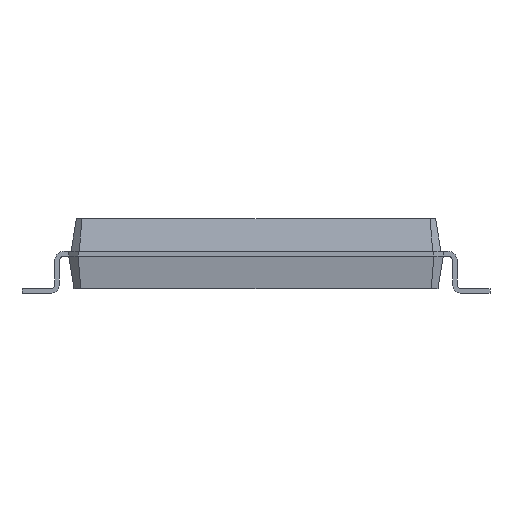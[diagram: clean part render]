
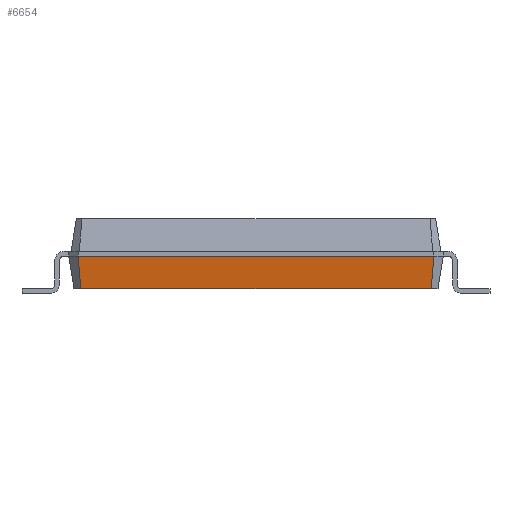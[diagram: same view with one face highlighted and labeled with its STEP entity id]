
A CAD part, front view. The second image highlights one B-rep face of the part: STEP entity #6654.
In plain terms, the highlighted free-form (B-spline) face has degree [1, 1] with [2, 2] control points.
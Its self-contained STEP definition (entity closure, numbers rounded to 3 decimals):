
#772 = PLANE('',#773);
#773 = AXIS2_PLACEMENT_3D('',#774,#775,#776);
#774 = CARTESIAN_POINT('',(-3.745,4.739,0.1));
#775 = DIRECTION('',(0.,0.,1.));
#776 = DIRECTION('',(0.62,-0.785,0.));
#799 = B_SPLINE_SURFACE_WITH_KNOTS('',1,1,(
(#800,#801)
,(#802,#803
)),.UNSPECIFIED.,.F.,.F.,.F.,(2,2),(2,2),(0.,0.283),(0.,1.)
,.PIECEWISE_BEZIER_KNOTS.);
#800 = CARTESIAN_POINT('',(3.889,-4.595,0.1));
#801 = CARTESIAN_POINT('',(4.,-4.65,0.8));
#802 = CARTESIAN_POINT('',(3.745,-4.739,0.1));
#803 = CARTESIAN_POINT('',(3.8,-4.85,0.8));
#2295 = VERTEX_POINT('',#2296);
#2296 = CARTESIAN_POINT('',(3.745,-4.739,0.1));
#2316 = EDGE_CURVE('',#2295,#2317,#2319,.T.);
#2317 = VERTEX_POINT('',#2318);
#2318 = CARTESIAN_POINT('',(-3.745,-4.739,0.1));
#2319 = SURFACE_CURVE('',#2320,(#2324,#2331),.PCURVE_S1.);
#2320 = LINE('',#2321,#2322);
#2321 = CARTESIAN_POINT('',(3.745,-4.739,0.1));
#2322 = VECTOR('',#2323,1.);
#2323 = DIRECTION('',(-1.,0.,0.));
#2324 = PCURVE('',#772,#2325);
#2325 = DEFINITIONAL_REPRESENTATION('',(#2326),#2330);
#2326 = LINE('',#2327,#2328);
#2327 = CARTESIAN_POINT('',(12.08,0.));
#2328 = VECTOR('',#2329,1.);
#2329 = DIRECTION('',(-0.62,-0.785));
#2330 = ( GEOMETRIC_REPRESENTATION_CONTEXT(2)
PARAMETRIC_REPRESENTATION_CONTEXT() REPRESENTATION_CONTEXT('2D SPACE',''
) );
#2331 = PCURVE('',#2332,#2337);
#2332 = B_SPLINE_SURFACE_WITH_KNOTS('',1,1,(
(#2333,#2334)
,(#2335,#2336
)),.UNSPECIFIED.,.F.,.F.,.F.,(2,2),(2,2),(0.,7.6),(0.,1.),
.PIECEWISE_BEZIER_KNOTS.);
#2333 = CARTESIAN_POINT('',(3.745,-4.739,0.1));
#2334 = CARTESIAN_POINT('',(3.8,-4.85,0.8));
#2335 = CARTESIAN_POINT('',(-3.745,-4.739,0.1));
#2336 = CARTESIAN_POINT('',(-3.8,-4.85,0.8));
#2337 = DEFINITIONAL_REPRESENTATION('',(#2338),#2341);
#2338 = B_SPLINE_CURVE_WITH_KNOTS('',1,(#2339,#2340),.UNSPECIFIED.,.F.,
.F.,(2,2),(0.,7.489),.PIECEWISE_BEZIER_KNOTS.);
#2339 = CARTESIAN_POINT('',(0.,0.));
#2340 = CARTESIAN_POINT('',(7.6,0.));
#2341 = ( GEOMETRIC_REPRESENTATION_CONTEXT(2)
PARAMETRIC_REPRESENTATION_CONTEXT() REPRESENTATION_CONTEXT('2D SPACE',''
) );
#2359 = B_SPLINE_SURFACE_WITH_KNOTS('',1,1,(
(#2360,#2361)
,(#2362,#2363
)),.UNSPECIFIED.,.F.,.F.,.F.,(2,2),(2,2),(0.,0.283),(0.,1.)
,.PIECEWISE_BEZIER_KNOTS.);
#2360 = CARTESIAN_POINT('',(-3.745,-4.739,0.1));
#2361 = CARTESIAN_POINT('',(-3.8,-4.85,0.8));
#2362 = CARTESIAN_POINT('',(-3.889,-4.595,0.1));
#2363 = CARTESIAN_POINT('',(-4.,-4.65,0.8));
#2426 = EDGE_CURVE('',#2295,#2427,#2429,.T.);
#2427 = VERTEX_POINT('',#2428);
#2428 = CARTESIAN_POINT('',(3.8,-4.85,0.8));
#2429 = SURFACE_CURVE('',#2430,(#2433,#2440),.PCURVE_S1.);
#2430 = B_SPLINE_CURVE_WITH_KNOTS('',1,(#2431,#2432),.UNSPECIFIED.,.F.,
.F.,(2,2),(0.,1.),.PIECEWISE_BEZIER_KNOTS.);
#2431 = CARTESIAN_POINT('',(3.745,-4.739,0.1));
#2432 = CARTESIAN_POINT('',(3.8,-4.85,0.8));
#2433 = PCURVE('',#799,#2434);
#2434 = DEFINITIONAL_REPRESENTATION('',(#2435),#2439);
#2435 = LINE('',#2436,#2437);
#2436 = CARTESIAN_POINT('',(0.283,0.));
#2437 = VECTOR('',#2438,1.);
#2438 = DIRECTION('',(0.,1.));
#2439 = ( GEOMETRIC_REPRESENTATION_CONTEXT(2)
PARAMETRIC_REPRESENTATION_CONTEXT() REPRESENTATION_CONTEXT('2D SPACE',''
) );
#2440 = PCURVE('',#2332,#2441);
#2441 = DEFINITIONAL_REPRESENTATION('',(#2442),#2446);
#2442 = LINE('',#2443,#2444);
#2443 = CARTESIAN_POINT('',(0.,0.));
#2444 = VECTOR('',#2445,1.);
#2445 = DIRECTION('',(0.,1.));
#2446 = ( GEOMETRIC_REPRESENTATION_CONTEXT(2)
PARAMETRIC_REPRESENTATION_CONTEXT() REPRESENTATION_CONTEXT('2D SPACE',''
) );
#6654 = ADVANCED_FACE('',(#6655),#2332,.F.);
#6655 = FACE_BOUND('',#6656,.F.);
#6656 = EDGE_LOOP('',(#6657,#6658,#6680,#6706));
#6657 = ORIENTED_EDGE('',*,*,#2316,.T.);
#6658 = ORIENTED_EDGE('',*,*,#6659,.T.);
#6659 = EDGE_CURVE('',#2317,#6660,#6662,.T.);
#6660 = VERTEX_POINT('',#6661);
#6661 = CARTESIAN_POINT('',(-3.8,-4.85,0.8));
#6662 = SURFACE_CURVE('',#6663,(#6666,#6673),.PCURVE_S1.);
#6663 = B_SPLINE_CURVE_WITH_KNOTS('',1,(#6664,#6665),.UNSPECIFIED.,.F.,
.F.,(2,2),(0.,1.),.PIECEWISE_BEZIER_KNOTS.);
#6664 = CARTESIAN_POINT('',(-3.745,-4.739,0.1));
#6665 = CARTESIAN_POINT('',(-3.8,-4.85,0.8));
#6666 = PCURVE('',#2332,#6667);
#6667 = DEFINITIONAL_REPRESENTATION('',(#6668),#6672);
#6668 = LINE('',#6669,#6670);
#6669 = CARTESIAN_POINT('',(7.6,0.));
#6670 = VECTOR('',#6671,1.);
#6671 = DIRECTION('',(0.,1.));
#6672 = ( GEOMETRIC_REPRESENTATION_CONTEXT(2)
PARAMETRIC_REPRESENTATION_CONTEXT() REPRESENTATION_CONTEXT('2D SPACE',''
) );
#6673 = PCURVE('',#2359,#6674);
#6674 = DEFINITIONAL_REPRESENTATION('',(#6675),#6679);
#6675 = LINE('',#6676,#6677);
#6676 = CARTESIAN_POINT('',(0.,0.));
#6677 = VECTOR('',#6678,1.);
#6678 = DIRECTION('',(0.,1.));
#6679 = ( GEOMETRIC_REPRESENTATION_CONTEXT(2)
PARAMETRIC_REPRESENTATION_CONTEXT() REPRESENTATION_CONTEXT('2D SPACE',''
) );
#6680 = ORIENTED_EDGE('',*,*,#6681,.F.);
#6681 = EDGE_CURVE('',#2427,#6660,#6682,.T.);
#6682 = SURFACE_CURVE('',#6683,(#6687,#6694),.PCURVE_S1.);
#6683 = LINE('',#6684,#6685);
#6684 = CARTESIAN_POINT('',(3.8,-4.85,0.8));
#6685 = VECTOR('',#6686,1.);
#6686 = DIRECTION('',(-1.,0.,0.));
#6687 = PCURVE('',#2332,#6688);
#6688 = DEFINITIONAL_REPRESENTATION('',(#6689),#6693);
#6689 = LINE('',#6690,#6691);
#6690 = CARTESIAN_POINT('',(0.,1.));
#6691 = VECTOR('',#6692,1.);
#6692 = DIRECTION('',(1.,0.));
#6693 = ( GEOMETRIC_REPRESENTATION_CONTEXT(2)
PARAMETRIC_REPRESENTATION_CONTEXT() REPRESENTATION_CONTEXT('2D SPACE',''
) );
#6694 = PCURVE('',#6695,#6700);
#6695 = PLANE('',#6696);
#6696 = AXIS2_PLACEMENT_3D('',#6697,#6698,#6699);
#6697 = CARTESIAN_POINT('',(3.8,-4.85,0.9));
#6698 = DIRECTION('',(0.,1.,0.));
#6699 = DIRECTION('',(-1.,0.,0.));
#6700 = DEFINITIONAL_REPRESENTATION('',(#6701),#6705);
#6701 = LINE('',#6702,#6703);
#6702 = CARTESIAN_POINT('',(0.,-0.1));
#6703 = VECTOR('',#6704,1.);
#6704 = DIRECTION('',(1.,0.));
#6705 = ( GEOMETRIC_REPRESENTATION_CONTEXT(2)
PARAMETRIC_REPRESENTATION_CONTEXT() REPRESENTATION_CONTEXT('2D SPACE',''
) );
#6706 = ORIENTED_EDGE('',*,*,#2426,.F.);
